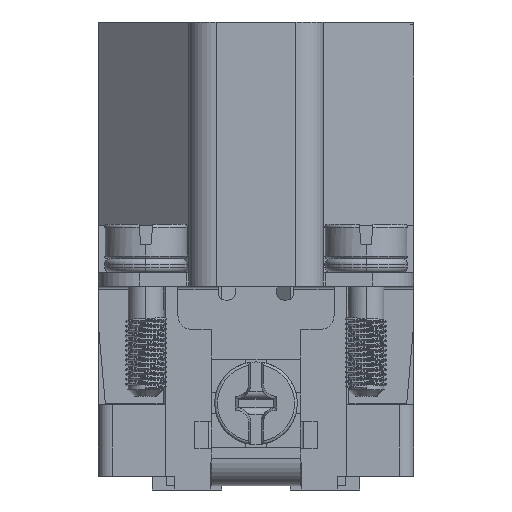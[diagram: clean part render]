
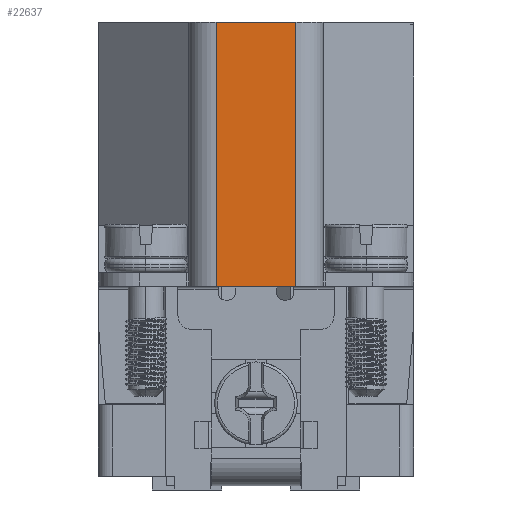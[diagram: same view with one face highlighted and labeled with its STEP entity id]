
A CAD part, left-side view. The second image highlights one B-rep face of the part: STEP entity #22637.
In plain terms, the highlighted planar face has unit normal (-1, 0, 0).
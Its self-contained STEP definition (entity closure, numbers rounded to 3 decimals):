
#2792 = EDGE_CURVE ( 'NONE', #3961, #28241, #21468, .T. ) ;
#3961 = VERTEX_POINT ( 'NONE', #41583 ) ;
#4153 = EDGE_CURVE ( 'NONE', #3961, #11612, #19583, .T. ) ;
#4336 = DIRECTION ( 'NONE',  ( 0., 1., 0. ) ) ;
#4608 = EDGE_CURVE ( 'NONE', #32940, #28241, #21830, .T. ) ;
#4748 = VECTOR ( 'NONE', #18582, 1000. ) ;
#5273 = ORIENTED_EDGE ( 'NONE', *, *, #4153, .T. ) ;
#5480 = DIRECTION ( 'NONE',  ( 0., -1., 0. ) ) ;
#6432 = CARTESIAN_POINT ( 'NONE',  ( -36.25, 2.9, 34. ) ) ;
#7254 = CARTESIAN_POINT ( 'NONE',  ( -36.25, 2.9, 34. ) ) ;
#7632 = LINE ( 'NONE', #33312, #22215 ) ;
#11612 = VERTEX_POINT ( 'NONE', #44524 ) ;
#11968 = DIRECTION ( 'NONE',  ( 1., 0., 0. ) ) ;
#15690 = EDGE_LOOP ( 'NONE', ( #35397, #5273, #22211, #20553 ) ) ;
#16932 = DIRECTION ( 'NONE',  ( 0., 0., -1. ) ) ;
#18582 = DIRECTION ( 'NONE',  ( 0., 1., 0. ) ) ;
#19583 = LINE ( 'NONE', #32022, #20175 ) ;
#20175 = VECTOR ( 'NONE', #39064, 1000. ) ;
#20553 = ORIENTED_EDGE ( 'NONE', *, *, #4608, .T. ) ;
#21468 = LINE ( 'NONE', #41671, #4748 ) ;
#21830 = LINE ( 'NONE', #6432, #22373 ) ;
#22211 = ORIENTED_EDGE ( 'NONE', *, *, #31352, .F. ) ;
#22215 = VECTOR ( 'NONE', #5480, 1000. ) ;
#22373 = VECTOR ( 'NONE', #16932, 1000. ) ;
#22637 = ADVANCED_FACE ( 'NONE', ( #26560 ), #36326, .F. ) ;
#26560 = FACE_OUTER_BOUND ( 'NONE', #15690, .T. ) ;
#28241 = VERTEX_POINT ( 'NONE', #28344 ) ;
#28344 = CARTESIAN_POINT ( 'NONE',  ( -36.25, 2.9, 14.8 ) ) ;
#31352 = EDGE_CURVE ( 'NONE', #32940, #11612, #7632, .T. ) ;
#32022 = CARTESIAN_POINT ( 'NONE',  ( -36.25, -2.9, 34. ) ) ;
#32940 = VERTEX_POINT ( 'NONE', #7254 ) ;
#33312 = CARTESIAN_POINT ( 'NONE',  ( -36.25, -11.45, 34. ) ) ;
#34245 = AXIS2_PLACEMENT_3D ( 'NONE', #39482, #11968, #4336 ) ;
#35397 = ORIENTED_EDGE ( 'NONE', *, *, #2792, .F. ) ;
#36326 = PLANE ( 'NONE',  #34245 ) ;
#39064 = DIRECTION ( 'NONE',  ( 0., 0., 1. ) ) ;
#39482 = CARTESIAN_POINT ( 'NONE',  ( -36.25, -11.45, 34. ) ) ;
#41583 = CARTESIAN_POINT ( 'NONE',  ( -36.25, -2.9, 14.8 ) ) ;
#41671 = CARTESIAN_POINT ( 'NONE',  ( -36.25, -11.45, 14.8 ) ) ;
#44524 = CARTESIAN_POINT ( 'NONE',  ( -36.25, -2.9, 34. ) ) ;
